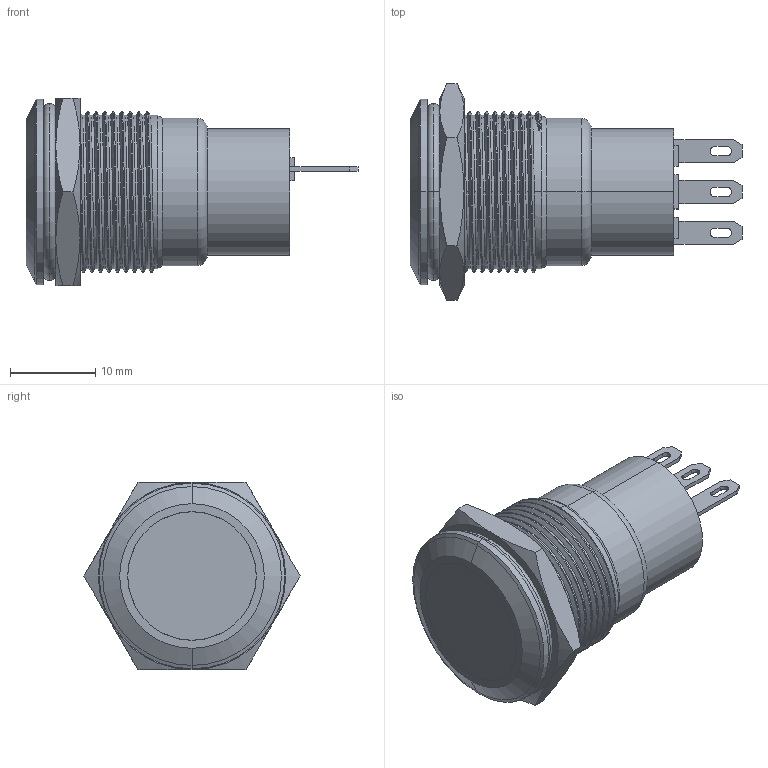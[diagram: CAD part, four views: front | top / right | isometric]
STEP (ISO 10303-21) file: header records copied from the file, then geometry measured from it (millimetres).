
FILE_DESCRIPTION (( 'STEP AP214' ), '1' );
FILE_NAME ('S-PRO67-100(200).ÃÌ Êíîïêà S-Pro67 19 ìì áåç (ñ) ôèêñ. áåç ïîäñâ..STEP', '2024-07-30T11:13:16', ( '' ), ( '' ), 'SwSTEP 2.0', 'SolidWorks 2021', '' );
FILE_SCHEMA (( 'AUTOMOTIVE_DESIGN' ));
Length unit declared in the file: millimetre
Products named in the file (1): S-PRO67-100(200).ÃÌ Êíîïêà S-Pro67 19 ìì áåç (ñ) ôèêñ. áåç ïîäñâ.
Bounding box: 39 x 25.4 x 22 mm (x, y, z)
Volume: 7800.3 mm3; surface area: 5204.6 mm2
Topology: 9 solids, 9 shells, 189 faces, 462 edges, 298 vertices
Faces by surface type: plane 99, cylinder 54, cone 21, bspline 9, torus 6
Entity records: 8636 total; most frequent: CARTESIAN_POINT 4302, ORIENTED_EDGE 924, DIRECTION 795, EDGE_CURVE 462, VERTEX_POINT 298, VECTOR 269, LINE 269, AXIS2_PLACEMENT_3D 263
